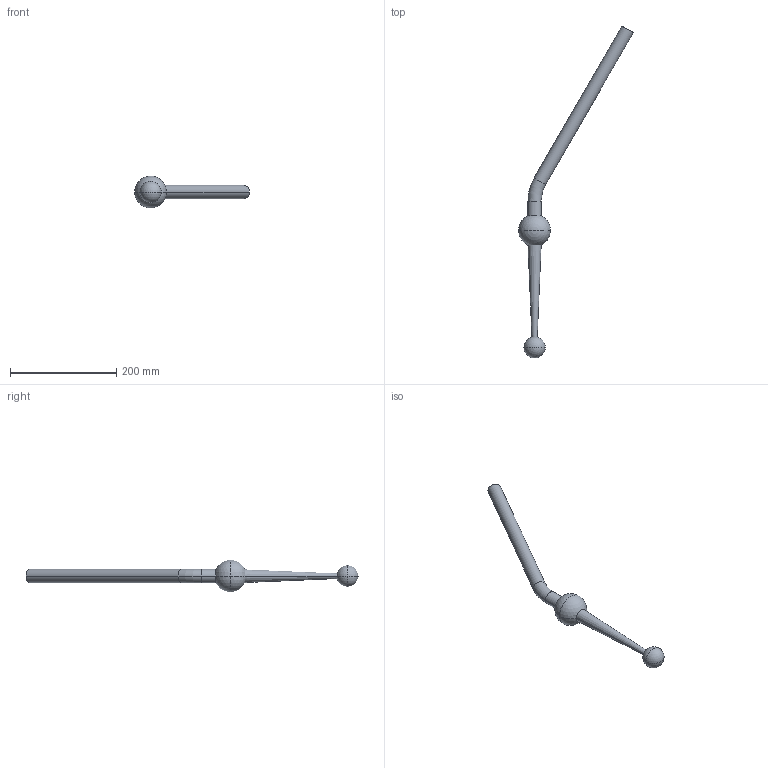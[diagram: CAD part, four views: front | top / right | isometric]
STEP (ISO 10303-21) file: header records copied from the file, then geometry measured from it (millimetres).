
FILE_DESCRIPTION(('produced by SPATIAL CORP'),'2;1');
FILE_NAME( 'gear_lever.prt.hh.sat.stp','2002-04-19T14:13:47+00:00',('SPATIAL CORP'),('SPATIAL CORP'), 'ACIS STEP Husk','http://www.spatial.com','SPATIAL CORP');
FILE_SCHEMA(('CONFIG_CONTROL_DESIGN'));
Length unit declared in the file: millimetre
Products named in the file (1): PRODUCT_ID_1
Bounding box: 215.83 x 624.36 x 60 mm (x, y, z)
Volume: 383975.8 mm3; surface area: 56388.4 mm2
Topology: 1 solids, 1 shells, 17 faces, 44 edges, 21 vertices
Faces by surface type: sphere 8, cylinder 4, torus 2, cone 2, plane 1
Entity records: 463 total; most frequent: ORIENTED_EDGE 72, DIRECTION 64, CARTESIAN_POINT 56, EDGE_CURVE 36, AXIS2_PLACEMENT_3D 29, CIRCLE 22, VERTEX_POINT 21, EDGE_LOOP 17
